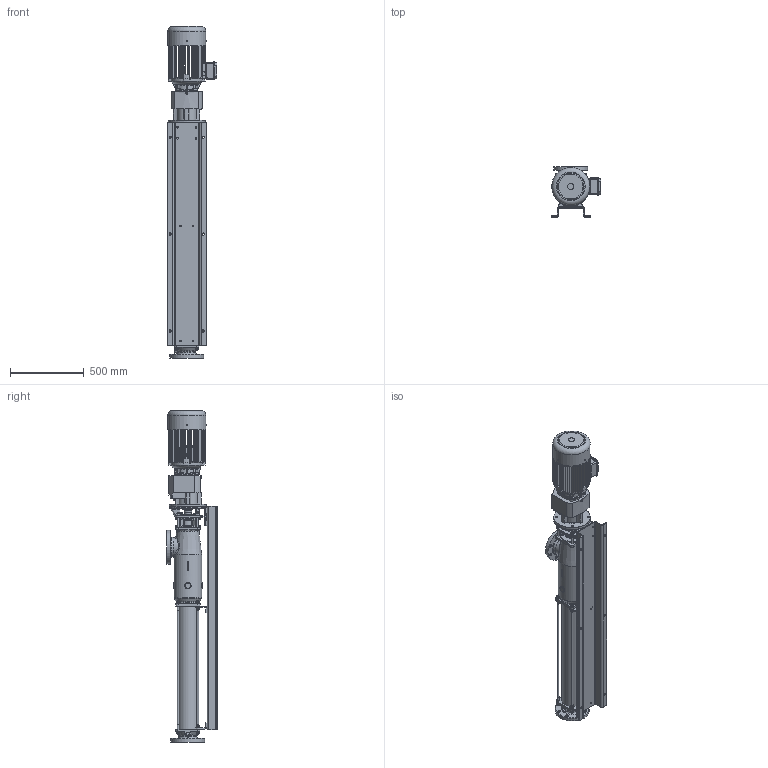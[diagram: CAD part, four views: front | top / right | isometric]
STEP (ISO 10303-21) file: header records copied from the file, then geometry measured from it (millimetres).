
FILE_DESCRIPTION(('STEP AP203'), '1');
FILE_NAME('ÂÍÕ 63.1 Ì-1 ( ñîîñíûé)', '', ('UNSPECIFIED'), ('UNSPECIFIED'), 'C3D Converter', 'C3D Toolkit', '');
FILE_SCHEMA(('CONFIG_CONTROL_DESIGN'));
Length unit declared in the file: millimetre
Products named in the file (7): RLGB63M ASSY.; SBP-63M-54-01.; SBP-63M-54-01- SHEET._Default<As Machined>; RLCB 63M.SLDASM.; RPH_MACHINED; FDFDS_machined; SK672.1F-132SP-4 TF
Assembly tree (6 placements, depth 3):
  RLGB63M ASSY.
    SBP-63M-54-01.
      SBP-63M-54-01- SHEET._Default<As Machined>
    RLCB 63M.SLDASM.
    RPH_MACHINED
    FDFDS_machined
    SK672.1F-132SP-4 TF
Bounding box: 335.75 x 340 x 2251.49 mm (x, y, z)
Volume: 9389284.3 mm3; surface area: 4218538.9 mm2
Topology: 6 solids, 103 shells, 1832 faces, 5770 edges, 3902 vertices
Faces by surface type: plane 892, cylinder 521, bspline 142, torus 133, cone 131, sphere 13
Full cylindrical faces by diameter (mm): 5 x1, 6.8 x1, 8 x4, 10.2 x8, 10.7 x7, 11.5 x4, 12 x19, 13 x1, 13.4 x1, 14 x17, 15 x15, 15.5 x1, 17 x1, 18 x8, 19 x9, 24 x16, 30 x1, 32 x2, 35 x1, 40 x4, 42.5 x1, 44.6 x1, 52 x1, 58 x1, 69 x1, 70 x1, 100 x2, 117 x3, 118 x1, 120 x1
Entity records: 118851 total; most frequent: CARTESIAN_POINT 55068, DIRECTION 9673, ORIENTED_EDGE 9471, EDGE_CURVE 5504, VERTEX_POINT 3898, AXIS2_PLACEMENT_3D 3661, LINE 2351, VECTOR 2351
